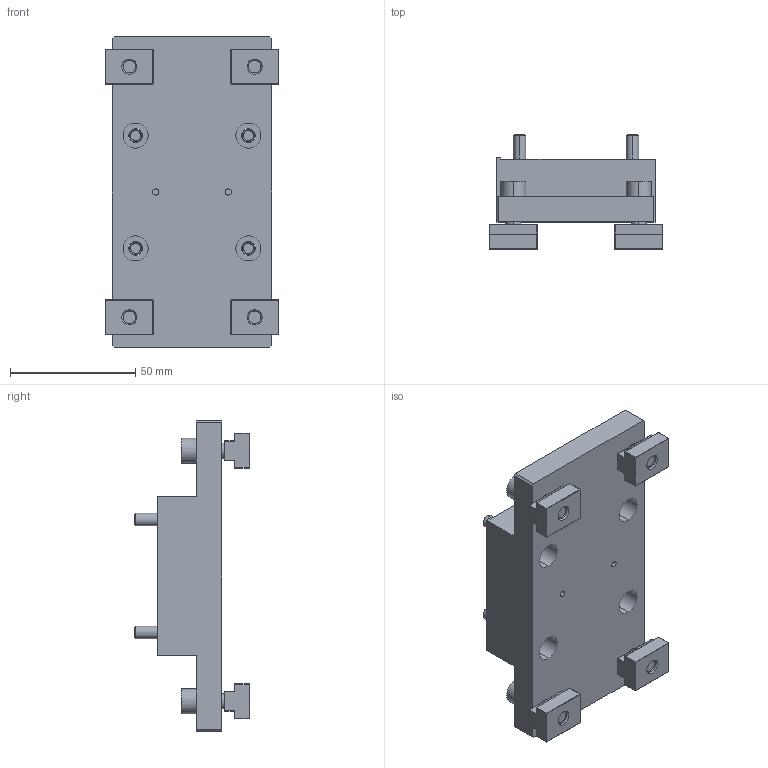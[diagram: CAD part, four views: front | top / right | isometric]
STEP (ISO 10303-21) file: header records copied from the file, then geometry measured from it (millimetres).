
FILE_DESCRIPTION (( 'STEP AP214' ), '1' );
FILE_NAME ('RTM-1-060_C_EF.STEP', '2013-07-09T18:10:29', ( 'Jeff' ), ( '' ), 'SwSTEP 2.0', 'SolidWorks 2013', '' );
FILE_SCHEMA (( 'AUTOMOTIVE_DESIGN' ));
Length unit declared in the file: inch
Products named in the file (1): RTM-1-060_C_EF
Bounding box: 69 x 45.84 x 124 mm (x, y, z)
Surface area: 35254.3 mm2 (no closed solid volume)
Topology: 0 solids, 21 shells, 232 faces, 634 edges, 404 vertices
Faces by surface type: plane 156, cylinder 60, cone 16
Entity records: 10153 total; most frequent: CARTESIAN_POINT 1271, DIRECTION 1252, ORIENTED_EDGE 1036, EDGE_CURVE 634, VECTOR 482, LINE 482, VERTEX_POINT 404, AXIS2_PLACEMENT_3D 385
